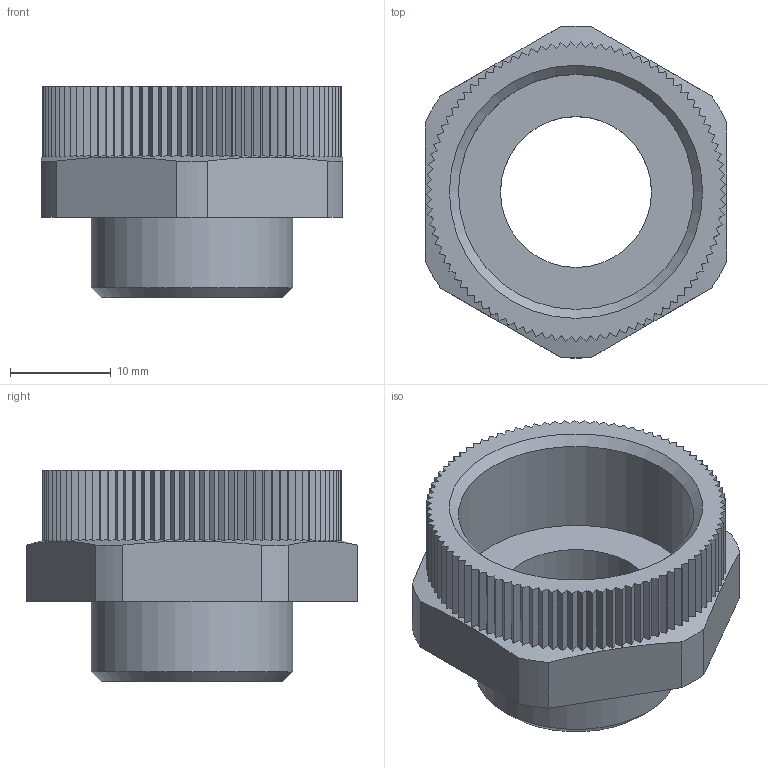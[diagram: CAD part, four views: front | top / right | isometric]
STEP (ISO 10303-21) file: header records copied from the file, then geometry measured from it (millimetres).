
FILE_DESCRIPTION (( 'STEP AP214' ), '1' );
FILE_NAME ('2301452.stp', '2021-03-19T10:42:39', ( '' ), ( '' ), 'SwSTEP 2.0', 'SolidWorks 2020', '' );
FILE_SCHEMA (( 'AUTOMOTIVE_DESIGN' ));
Length unit declared in the file: millimetre
Products named in the file (1): 2301452
Bounding box: 30 x 32.98 x 21 mm (x, y, z)
Volume: 5419.9 mm3; surface area: 4371.2 mm2
Topology: 1 solids, 1 shells, 339 faces, 995 edges, 663 vertices
Faces by surface type: plane 233, cylinder 102, cone 3, bspline 1
Full cylindrical faces by diameter (mm): 15 x1, 20 x1, 23.367 x1
Entity records: 11424 total; most frequent: CARTESIAN_POINT 2600, ORIENTED_EDGE 1970, DIRECTION 1675, EDGE_CURVE 985, VERTEX_POINT 660, LINE 585, VECTOR 585, AXIS2_PLACEMENT_3D 545
